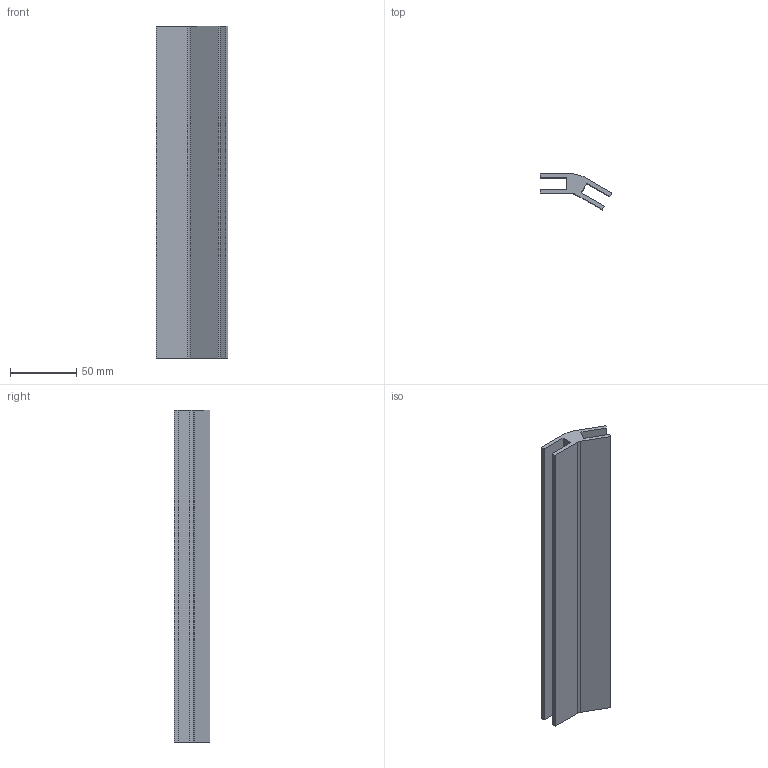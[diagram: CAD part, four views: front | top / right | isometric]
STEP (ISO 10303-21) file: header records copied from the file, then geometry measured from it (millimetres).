
FILE_DESCRIPTION(/* description */ (''),/* implementation_level */ '2;1');
FILE_NAME(/* name */ 'connettore_30_gradi.step',/* time_stamp */ '2025-12-10T22:51:05+01:00',/* author */ (''),/* organization */ (''),/* preprocessor_version */ 'ST-DEVELOPER v20.1',/* originating_system */ 'Autodesk Translation Framework v14.21.0.0',/* authorisation */ '');
FILE_SCHEMA (('AUTOMOTIVE_DESIGN { 1 0 10303 214 3 1 1 }'));
Length unit declared in the file: millimetre
Products named in the file (1): connettore_30_gradi
Bounding box: 53.9 x 27 x 250 mm (x, y, z)
Volume: 109429.1 mm3; surface area: 54986.5 mm2
Topology: 1 solids, 1 shells, 18 faces, 48 edges, 32 vertices
Faces by surface type: plane 17, cylinder 1
Entity records: 587 total; most frequent: CARTESIAN_POINT 99, ORIENTED_EDGE 96, DIRECTION 88, EDGE_CURVE 48, LINE 46, VECTOR 46, VERTEX_POINT 32, AXIS2_PLACEMENT_3D 21
